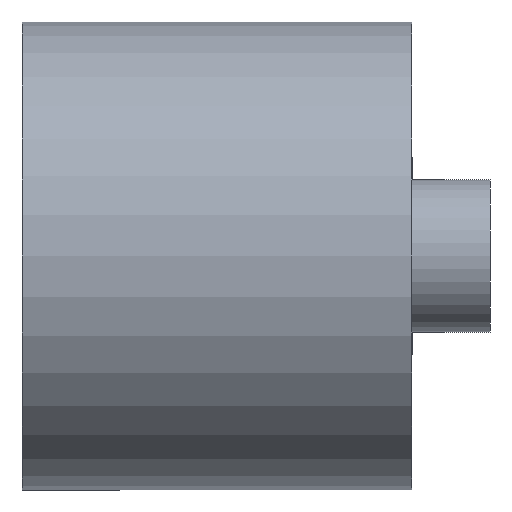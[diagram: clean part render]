
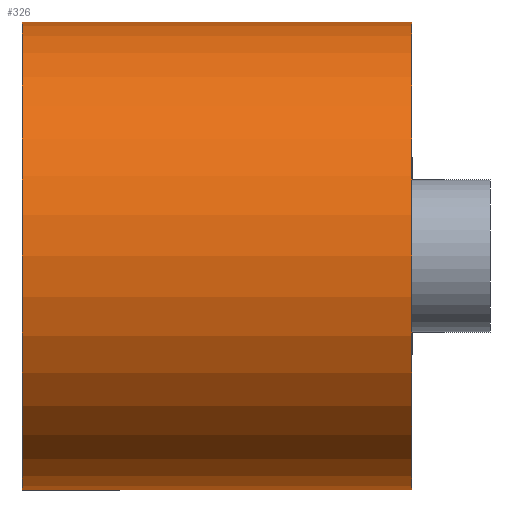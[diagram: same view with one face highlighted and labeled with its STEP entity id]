
A CAD part, left-side view. The second image highlights one B-rep face of the part: STEP entity #326.
In plain terms, the highlighted cylindrical face has radius 6 mm (diameter 12 mm), a partial arc.
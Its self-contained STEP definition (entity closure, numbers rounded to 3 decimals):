
#28 = EDGE_CURVE ( 'NONE', #167, #34, #334, .T. ) ;
#34 = VERTEX_POINT ( 'NONE', #226 ) ;
#50 = VECTOR ( 'NONE', #202, 1000. ) ;
#52 = AXIS2_PLACEMENT_3D ( 'NONE', #188, #165, #186 ) ;
#83 = CARTESIAN_POINT ( 'NONE',  ( 0., 0., 0. ) ) ;
#85 = ORIENTED_EDGE ( 'NONE', *, *, #204, .T. ) ;
#89 = AXIS2_PLACEMENT_3D ( 'NONE', #83, #176, #280 ) ;
#91 = CARTESIAN_POINT ( 'NONE',  ( 0., -10., -6. ) ) ;
#97 = EDGE_CURVE ( 'NONE', #144, #141, #101, .T. ) ;
#101 = CIRCLE ( 'NONE', #89, 6. ) ;
#111 = CARTESIAN_POINT ( 'NONE',  ( 0., 4.253, -6. ) ) ;
#113 = EDGE_CURVE ( 'NONE', #167, #144, #153, .T. ) ;
#121 = ORIENTED_EDGE ( 'NONE', *, *, #97, .F. ) ;
#129 = CARTESIAN_POINT ( 'NONE',  ( 0., -10., 0. ) ) ;
#141 = VERTEX_POINT ( 'NONE', #207 ) ;
#144 = VERTEX_POINT ( 'NONE', #311 ) ;
#153 = LINE ( 'NONE', #111, #50 ) ;
#159 = CARTESIAN_POINT ( 'NONE',  ( 0., 4.253, 6. ) ) ;
#165 = DIRECTION ( 'NONE',  ( 0., 1., 0. ) ) ;
#167 = VERTEX_POINT ( 'NONE', #91 ) ;
#169 = DIRECTION ( 'NONE',  ( 0., 0., 1. ) ) ;
#176 = DIRECTION ( 'NONE',  ( 0., 1., 0. ) ) ;
#186 = DIRECTION ( 'NONE',  ( 0., 0., 1. ) ) ;
#188 = CARTESIAN_POINT ( 'NONE',  ( 0., 4.253, 0. ) ) ;
#190 = ORIENTED_EDGE ( 'NONE', *, *, #113, .F. ) ;
#197 = AXIS2_PLACEMENT_3D ( 'NONE', #129, #327, #169 ) ;
#198 = EDGE_LOOP ( 'NONE', ( #190, #245, #85, #121 ) ) ;
#202 = DIRECTION ( 'NONE',  ( 0., 1., 0. ) ) ;
#204 = EDGE_CURVE ( 'NONE', #34, #141, #286, .T. ) ;
#207 = CARTESIAN_POINT ( 'NONE',  ( 0., 0., 6. ) ) ;
#218 = FACE_OUTER_BOUND ( 'NONE', #198, .T. ) ;
#226 = CARTESIAN_POINT ( 'NONE',  ( 0., -10., 6. ) ) ;
#245 = ORIENTED_EDGE ( 'NONE', *, *, #28, .T. ) ;
#261 = DIRECTION ( 'NONE',  ( 0., 1., 0. ) ) ;
#270 = CYLINDRICAL_SURFACE ( 'NONE', #52, 6. ) ;
#280 = DIRECTION ( 'NONE',  ( 0., 0., 1. ) ) ;
#286 = LINE ( 'NONE', #159, #287 ) ;
#287 = VECTOR ( 'NONE', #261, 1000. ) ;
#311 = CARTESIAN_POINT ( 'NONE',  ( 0., 0., -6. ) ) ;
#326 = ADVANCED_FACE ( 'NONE', ( #218 ), #270, .T. ) ;
#327 = DIRECTION ( 'NONE',  ( 0., 1., 0. ) ) ;
#334 = CIRCLE ( 'NONE', #197, 6. ) ;
